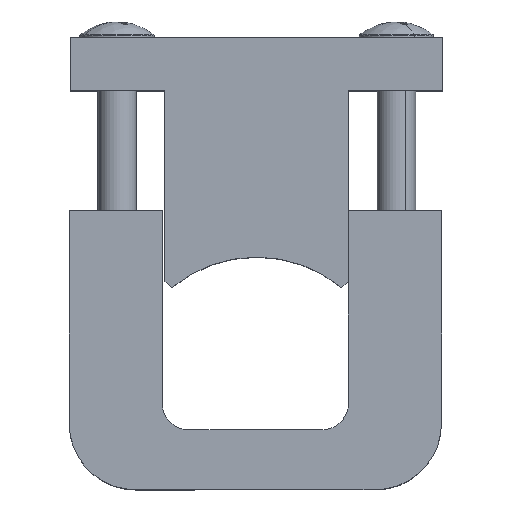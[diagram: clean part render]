
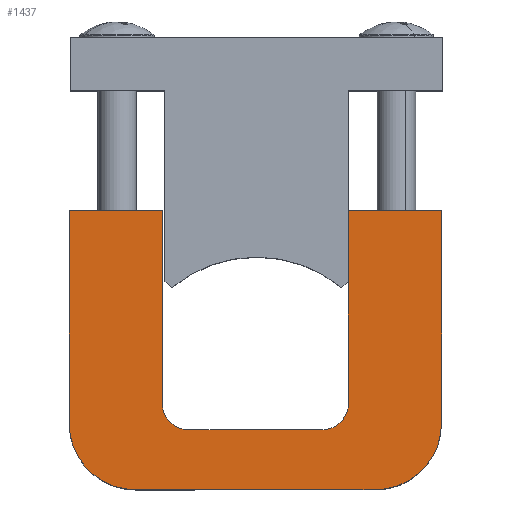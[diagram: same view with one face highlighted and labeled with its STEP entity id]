
A CAD part, top view. The second image highlights one B-rep face of the part: STEP entity #1437.
In plain terms, the highlighted planar face has unit normal (0, 0, 1).
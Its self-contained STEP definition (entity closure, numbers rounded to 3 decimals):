
#53 = VERTEX_POINT ( 'NONE', #1882 ) ;
#83 = EDGE_CURVE ( 'NONE', #744, #1029, #1933, .T. ) ;
#100 = VERTEX_POINT ( 'NONE', #1267 ) ;
#106 = DIRECTION ( 'NONE',  ( -1., 0., 0. ) ) ;
#114 = DIRECTION ( 'NONE',  ( -1., 0., 0. ) ) ;
#121 = CARTESIAN_POINT ( 'NONE',  ( 14., 0., 4. ) ) ;
#125 = VERTEX_POINT ( 'NONE', #736 ) ;
#133 = EDGE_LOOP ( 'NONE', ( #1061, #689, #148, #1390, #559, #1217, #2327, #411, #2079, #288, #1503, #828 ) ) ;
#148 = ORIENTED_EDGE ( 'NONE', *, *, #1431, .T. ) ;
#215 = EDGE_CURVE ( 'NONE', #1182, #609, #1892, .T. ) ;
#288 = ORIENTED_EDGE ( 'NONE', *, *, #1148, .T. ) ;
#334 = DIRECTION ( 'NONE',  ( 0., -1., 0. ) ) ;
#345 = CARTESIAN_POINT ( 'NONE',  ( -7., -14.5, 4. ) ) ;
#411 = ORIENTED_EDGE ( 'NONE', *, *, #215, .T. ) ;
#442 = VERTEX_POINT ( 'NONE', #345 ) ;
#444 = CARTESIAN_POINT ( 'NONE',  ( 5., -14.5, 4. ) ) ;
#446 = DIRECTION ( 'NONE',  ( 0., 0., -1. ) ) ;
#449 = DIRECTION ( 'NONE',  ( -1., 0., 0. ) ) ;
#541 = AXIS2_PLACEMENT_3D ( 'NONE', #444, #446, #449 ) ;
#543 = EDGE_CURVE ( 'NONE', #100, #1182, #1767, .T. ) ;
#559 = ORIENTED_EDGE ( 'NONE', *, *, #2318, .T. ) ;
#609 = VERTEX_POINT ( 'NONE', #2199 ) ;
#622 = EDGE_CURVE ( 'NONE', #125, #744, #1670, .T. ) ;
#689 = ORIENTED_EDGE ( 'NONE', *, *, #83, .T. ) ;
#696 = DIRECTION ( 'NONE',  ( 1., 0., 0. ) ) ;
#701 = AXIS2_PLACEMENT_3D ( 'NONE', #1028, #967, #1037 ) ;
#702 = CARTESIAN_POINT ( 'NONE',  ( -7., 0., 4. ) ) ;
#727 = VECTOR ( 'NONE', #2298, 1000. ) ;
#731 = LINE ( 'NONE', #1874, #727 ) ;
#736 = CARTESIAN_POINT ( 'NONE',  ( -14., 0., 4. ) ) ;
#740 = CIRCLE ( 'NONE', #1711, 5. ) ;
#744 = VERTEX_POINT ( 'NONE', #2222 ) ;
#748 = DIRECTION ( 'NONE',  ( 0., 1., 0. ) ) ;
#754 = CARTESIAN_POINT ( 'NONE',  ( -9., -16., 4. ) ) ;
#772 = VECTOR ( 'NONE', #114, 1000. ) ;
#773 = CARTESIAN_POINT ( 'NONE',  ( 7., 0., 4. ) ) ;
#781 = LINE ( 'NONE', #1056, #772 ) ;
#805 = VERTEX_POINT ( 'NONE', #1458 ) ;
#828 = ORIENTED_EDGE ( 'NONE', *, *, #2024, .T. ) ;
#872 = CARTESIAN_POINT ( 'NONE',  ( 7., -14.5, 4. ) ) ;
#913 = DIRECTION ( 'NONE',  ( -1., 0., 0. ) ) ;
#916 = CARTESIAN_POINT ( 'NONE',  ( -14., 0., 4. ) ) ;
#947 = VECTOR ( 'NONE', #913, 1000. ) ;
#952 = LINE ( 'NONE', #916, #947 ) ;
#967 = DIRECTION ( 'NONE',  ( 0., 0., -1. ) ) ;
#976 = EDGE_CURVE ( 'NONE', #1077, #100, #1364, .T. ) ;
#996 = CARTESIAN_POINT ( 'NONE',  ( 14., -16., 4. ) ) ;
#1028 = CARTESIAN_POINT ( 'NONE',  ( -5., -14.5, 4. ) ) ;
#1029 = VERTEX_POINT ( 'NONE', #1955 ) ;
#1037 = DIRECTION ( 'NONE',  ( 1., 0., 0. ) ) ;
#1056 = CARTESIAN_POINT ( 'NONE',  ( -5., -16.5, 4. ) ) ;
#1061 = ORIENTED_EDGE ( 'NONE', *, *, #622, .T. ) ;
#1077 = VERTEX_POINT ( 'NONE', #1605 ) ;
#1083 = VERTEX_POINT ( 'NONE', #1586 ) ;
#1105 = FACE_OUTER_BOUND ( 'NONE', #133, .T. ) ;
#1111 = VECTOR ( 'NONE', #1929, 1000. ) ;
#1115 = LINE ( 'NONE', #1926, #1111 ) ;
#1116 = DIRECTION ( 'NONE',  ( 0., -1., 0. ) ) ;
#1148 = EDGE_CURVE ( 'NONE', #53, #442, #1268, .T. ) ;
#1159 = VERTEX_POINT ( 'NONE', #996 ) ;
#1182 = VERTEX_POINT ( 'NONE', #872 ) ;
#1196 = EDGE_CURVE ( 'NONE', #442, #1083, #1257, .T. ) ;
#1217 = ORIENTED_EDGE ( 'NONE', *, *, #976, .T. ) ;
#1257 = LINE ( 'NONE', #702, #1262 ) ;
#1262 = VECTOR ( 'NONE', #748, 1000. ) ;
#1267 = CARTESIAN_POINT ( 'NONE',  ( 7., 0., 4. ) ) ;
#1268 = CIRCLE ( 'NONE', #701, 2. ) ;
#1351 = VECTOR ( 'NONE', #106, 1000. ) ;
#1359 = DIRECTION ( 'NONE',  ( 0., 0., 1. ) ) ;
#1362 = AXIS2_PLACEMENT_3D ( 'NONE', #754, #1359, #696 ) ;
#1364 = LINE ( 'NONE', #121, #1351 ) ;
#1390 = ORIENTED_EDGE ( 'NONE', *, *, #2317, .T. ) ;
#1431 = EDGE_CURVE ( 'NONE', #1029, #805, #1115, .T. ) ;
#1437 = ADVANCED_FACE ( 'NONE', ( #1105 ), #1904, .T. ) ;
#1458 = CARTESIAN_POINT ( 'NONE',  ( 9., -21., 4. ) ) ;
#1503 = ORIENTED_EDGE ( 'NONE', *, *, #1196, .T. ) ;
#1586 = CARTESIAN_POINT ( 'NONE',  ( -7., 0., 4. ) ) ;
#1605 = CARTESIAN_POINT ( 'NONE',  ( 14., 0., 4. ) ) ;
#1670 = LINE ( 'NONE', #2207, #1684 ) ;
#1684 = VECTOR ( 'NONE', #1116, 1000. ) ;
#1711 = AXIS2_PLACEMENT_3D ( 'NONE', #2114, #2092, #2119 ) ;
#1749 = VECTOR ( 'NONE', #334, 1000. ) ;
#1767 = LINE ( 'NONE', #773, #1749 ) ;
#1874 = CARTESIAN_POINT ( 'NONE',  ( 14., 0., 4. ) ) ;
#1882 = CARTESIAN_POINT ( 'NONE',  ( -5., -16.5, 4. ) ) ;
#1892 = CIRCLE ( 'NONE', #541, 2. ) ;
#1893 = DIRECTION ( 'NONE',  ( 1., 0., 0. ) ) ;
#1897 = DIRECTION ( 'NONE',  ( 0., 0., 1. ) ) ;
#1904 = PLANE ( 'NONE',  #2219 ) ;
#1922 = CARTESIAN_POINT ( 'NONE',  ( -9., -16., 4. ) ) ;
#1926 = CARTESIAN_POINT ( 'NONE',  ( -9., -21., 4. ) ) ;
#1929 = DIRECTION ( 'NONE',  ( 1., 0., 0. ) ) ;
#1933 = CIRCLE ( 'NONE', #1362, 5. ) ;
#1955 = CARTESIAN_POINT ( 'NONE',  ( -9., -21., 4. ) ) ;
#2024 = EDGE_CURVE ( 'NONE', #1083, #125, #952, .T. ) ;
#2079 = ORIENTED_EDGE ( 'NONE', *, *, #2299, .T. ) ;
#2092 = DIRECTION ( 'NONE',  ( 0., 0., 1. ) ) ;
#2114 = CARTESIAN_POINT ( 'NONE',  ( 9., -16., 4. ) ) ;
#2119 = DIRECTION ( 'NONE',  ( -1., 0., 0. ) ) ;
#2199 = CARTESIAN_POINT ( 'NONE',  ( 5., -16.5, 4. ) ) ;
#2207 = CARTESIAN_POINT ( 'NONE',  ( -14., 0., 4. ) ) ;
#2219 = AXIS2_PLACEMENT_3D ( 'NONE', #1922, #1897, #1893 ) ;
#2222 = CARTESIAN_POINT ( 'NONE',  ( -14., -16., 4. ) ) ;
#2298 = DIRECTION ( 'NONE',  ( 0., 1., 0. ) ) ;
#2299 = EDGE_CURVE ( 'NONE', #609, #53, #781, .T. ) ;
#2317 = EDGE_CURVE ( 'NONE', #805, #1159, #740, .T. ) ;
#2318 = EDGE_CURVE ( 'NONE', #1159, #1077, #731, .T. ) ;
#2327 = ORIENTED_EDGE ( 'NONE', *, *, #543, .T. ) ;
